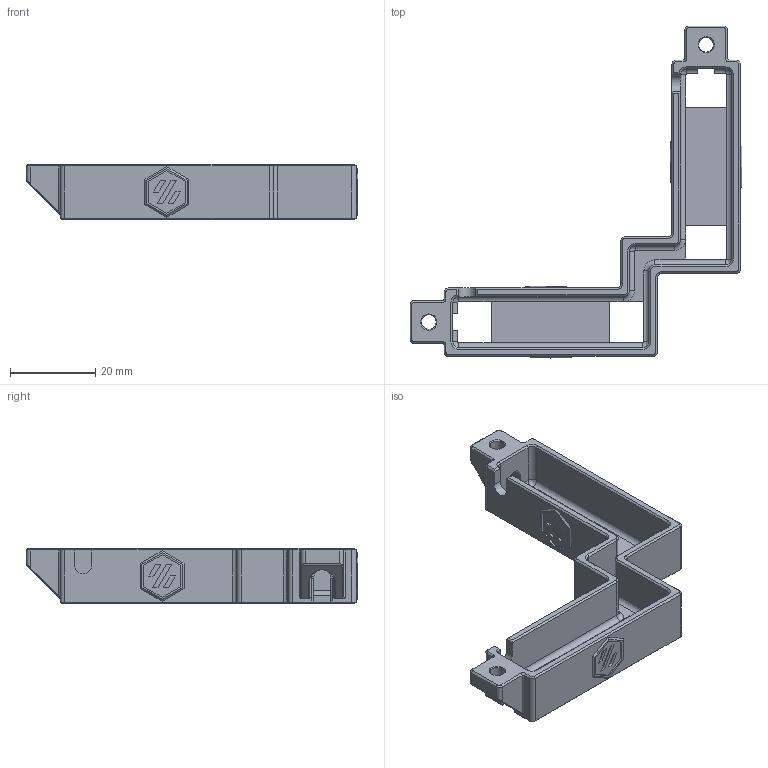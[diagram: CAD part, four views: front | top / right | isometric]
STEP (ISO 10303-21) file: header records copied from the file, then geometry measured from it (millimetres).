
FILE_DESCRIPTION(/* description */ (''),/* implementation_level */ '2;1');
FILE_NAME(/* name */ 'top_corner_cable_cover_with_drop_holes_rev02.step',/* time_stamp */ '2022-09-08T21:43:10-05:00',/* author */ (''),/* organization */ (''),/* preprocessor_version */ 'ST-DEVELOPER v19',/* originating_system */ 'Autodesk Translation Framework v11.7.0.108',/* authorisation */ '');
FILE_SCHEMA (('AUTOMOTIVE_DESIGN { 1 0 10303 214 3 1 1 }'));
Length unit declared in the file: millimetre
Products named in the file (1): (Unsaved)
Bounding box: 77.8 x 77.8 x 13 mm (x, y, z)
Volume: 9380.5 mm3; surface area: 9847.5 mm2
Topology: 1 solids, 1 shells, 465 faces, 1143 edges, 684 vertices
Faces by surface type: plane 283, cylinder 76, cone 64, bspline 37, torus 5
Full cylindrical faces by diameter (mm): 3.4 x2
Entity records: 14148 total; most frequent: CARTESIAN_POINT 3372, ORIENTED_EDGE 2270, DIRECTION 2121, EDGE_CURVE 1135, LINE 851, VECTOR 851, VERTEX_POINT 684, AXIS2_PLACEMENT_3D 635
